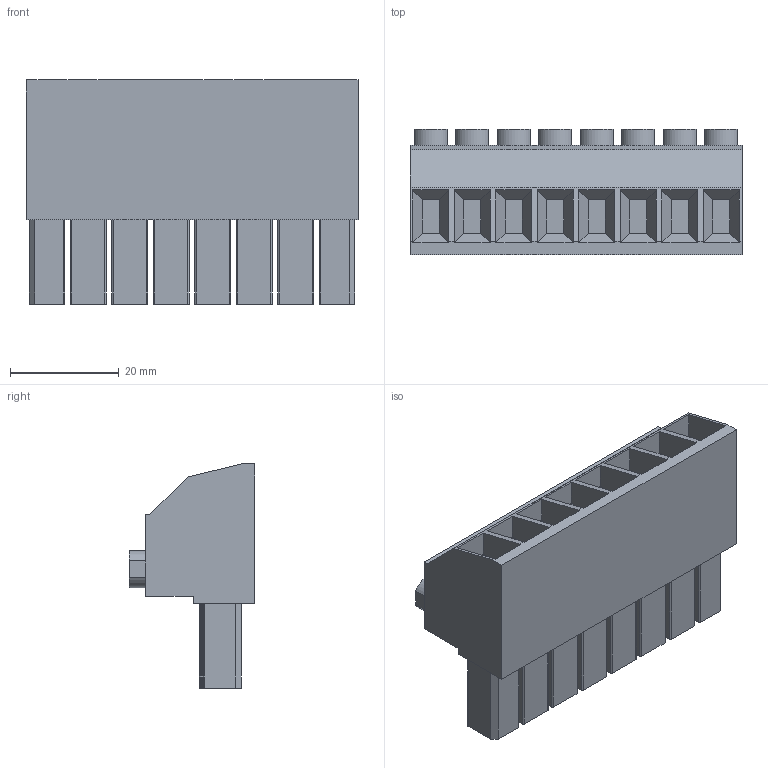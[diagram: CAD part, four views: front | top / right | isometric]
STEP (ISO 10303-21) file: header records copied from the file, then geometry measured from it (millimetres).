
FILE_DESCRIPTION(('CATIA V5 STEP','CAx-IF Rec.Pracs.--- Model Styling and Organization---1.2---2011-12-15'),'2;1');
FILE_NAME ('D1459340_0_1929990000_1929990000.stp','2018-09-06T03:54:46+00:00',('none'),('Weidmueller'),'CATIA Version 5-6 Release 2014','CATIA V5 STEP AP214','none');
FILE_SCHEMA(('AUTOMOTIVE_DESIGN { 1 0 10303 214 1 1 1 1 }'));
Length unit declared in the file: millimetre
Products named in the file (1): 1929990000
Bounding box: 60.96 x 23.1 x 41.15 mm (x, y, z)
Volume: 28715.3 mm3; surface area: 13235.8 mm2
Topology: 1 solids, 1 shells, 413 faces, 1073 edges, 694 vertices
Faces by surface type: plane 307, cylinder 106
Entity records: 11432 total; most frequent: ORIENTED_EDGE 2146, CARTESIAN_POINT 2104, DIRECTION 1505, EDGE_CURVE 1073, VECTOR 781, LINE 781, VERTEX_POINT 694, AXIS2_PLACEMENT_3D 469
